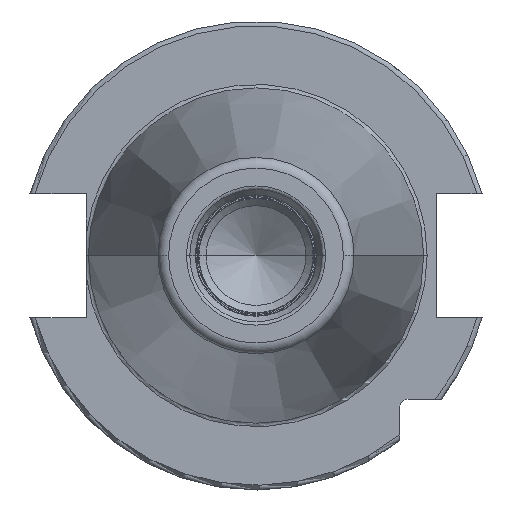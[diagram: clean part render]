
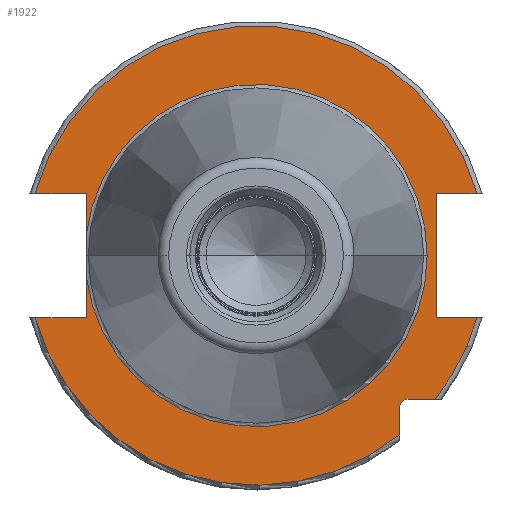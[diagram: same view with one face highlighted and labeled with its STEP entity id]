
A CAD part, left-side view. The second image highlights one B-rep face of the part: STEP entity #1922.
In plain terms, the highlighted planar face has unit normal (-1, 0, 0).
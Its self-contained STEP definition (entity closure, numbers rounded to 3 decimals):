
#117=CARTESIAN_POINT('',(3.2,0.,0.));
#118=DIRECTION('',(-1.,0.,0.));
#119=DIRECTION('',(0.,0.992,-0.124));
#120=AXIS2_PLACEMENT_3D('',#117,#118,#119);
#177=CARTESIAN_POINT('',(3.2,-31.6,-31.6));
#178=DIRECTION('',(1.,0.,0.));
#179=DIRECTION('',(0.,1.,0.));
#180=AXIS2_PLACEMENT_3D('',#177,#178,#179);
#182=DIRECTION('',(0.,-1.,0.));
#183=VECTOR('',#182,5.654);
#184=CARTESIAN_POINT('',(3.2,-31.6,-29.85));
#185=LINE('',#184,#183);
#186=DIRECTION('',(0.,0.,1.));
#187=VECTOR('',#186,5.654);
#188=CARTESIAN_POINT('',(3.2,-29.85,-37.254));
#189=LINE('',#188,#187);
#190=CARTESIAN_POINT('',(3.2,0.,0.));
#191=DIRECTION('',(-1.,0.,0.));
#192=DIRECTION('',(0.,0.963,-0.27));
#193=AXIS2_PLACEMENT_3D('',#190,#191,#192);
#195=DIRECTION('',(0.,-1.,0.));
#196=VECTOR('',#195,10.661);
#197=CARTESIAN_POINT('',(3.2,45.961,-12.9));
#198=LINE('',#197,#196);
#199=DIRECTION('',(0.,0.,-1.));
#200=VECTOR('',#199,8.485);
#201=CARTESIAN_POINT('',(3.2,35.3,-4.415));
#202=LINE('',#201,#200);
#203=DIRECTION('',(0.,0.,-1.));
#204=VECTOR('',#203,8.485);
#205=CARTESIAN_POINT('',(3.2,35.3,12.9));
#206=LINE('',#205,#204);
#207=DIRECTION('',(0.,-1.,0.));
#208=VECTOR('',#207,10.661);
#209=CARTESIAN_POINT('',(3.2,45.961,12.9));
#210=LINE('',#209,#208);
#211=CARTESIAN_POINT('',(3.2,0.,0.));
#212=DIRECTION('',(1.,0.,0.));
#213=DIRECTION('',(0.,0.963,0.27));
#214=AXIS2_PLACEMENT_3D('',#211,#212,#213);
#216=DIRECTION('',(0.,1.,0.));
#217=VECTOR('',#216,8.461);
#218=CARTESIAN_POINT('',(3.2,-45.961,12.9));
#219=LINE('',#218,#217);
#220=DIRECTION('',(0.,0.,1.));
#221=VECTOR('',#220,25.8);
#222=CARTESIAN_POINT('',(3.2,-37.5,-12.9));
#223=LINE('',#222,#221);
#224=DIRECTION('',(0.,1.,0.));
#225=VECTOR('',#224,8.461);
#226=CARTESIAN_POINT('',(3.2,-45.961,-12.9));
#227=LINE('',#226,#225);
#228=CARTESIAN_POINT('',(3.2,0.,0.));
#229=DIRECTION('',(-1.,0.,0.));
#230=DIRECTION('',(0.,-0.78,-0.625));
#231=AXIS2_PLACEMENT_3D('',#228,#229,#230);
#279=CARTESIAN_POINT('',(3.2,-37.254,-29.85));
#891=CARTESIAN_POINT('',(3.2,0.,0.));
#892=DIRECTION('',(1.,0.,0.));
#893=DIRECTION('',(0.,0.992,0.124));
#894=AXIS2_PLACEMENT_3D('',#891,#892,#893);
#1352=CARTESIAN_POINT('',(3.2,-35.575,0.));
#1354=VERTEX_POINT('',#1352);
#1486=CARTESIAN_POINT('',(3.2,45.961,12.9));
#1487=CARTESIAN_POINT('',(3.2,35.3,12.9));
#1488=VERTEX_POINT('',#1486);
#1489=VERTEX_POINT('',#1487);
#1490=CARTESIAN_POINT('',(3.2,35.3,4.415));
#1491=VERTEX_POINT('',#1490);
#1492=CARTESIAN_POINT('',(3.2,35.3,-4.415));
#1493=CARTESIAN_POINT('',(3.2,35.3,-12.9));
#1494=VERTEX_POINT('',#1492);
#1495=VERTEX_POINT('',#1493);
#1496=CARTESIAN_POINT('',(3.2,45.961,-12.9));
#1497=VERTEX_POINT('',#1496);
#1498=CARTESIAN_POINT('',(3.2,-45.961,-12.9));
#1499=CARTESIAN_POINT('',(3.2,-37.5,-12.9));
#1500=VERTEX_POINT('',#1498);
#1501=VERTEX_POINT('',#1499);
#1502=CARTESIAN_POINT('',(3.2,-37.5,12.9));
#1503=VERTEX_POINT('',#1502);
#1504=CARTESIAN_POINT('',(3.2,-45.961,12.9));
#1505=VERTEX_POINT('',#1504);
#1537=CARTESIAN_POINT('',(3.2,-29.85,-37.254));
#1538=VERTEX_POINT('',#1537);
#1543=CARTESIAN_POINT('',(3.2,-29.85,-31.6));
#1544=CARTESIAN_POINT('',(3.2,-31.6,-29.85));
#1545=VERTEX_POINT('',#1543);
#1546=VERTEX_POINT('',#1544);
#1565=VERTEX_POINT('',#279);
#1890=CARTESIAN_POINT('',(3.2,0.,0.));
#1891=DIRECTION('',(1.,0.,0.));
#1892=DIRECTION('',(0.,-1.,0.));
#1893=AXIS2_PLACEMENT_3D('',#1890,#1891,#1892);
#1894=PLANE('',#1893);
#1896=ORIENTED_EDGE('',*,*,#1895,.F.);
#1897=ORIENTED_EDGE('',*,*,#1883,.F.);
#1898=ORIENTED_EDGE('',*,*,#1871,.F.);
#1900=ORIENTED_EDGE('',*,*,#1899,.F.);
#1902=ORIENTED_EDGE('',*,*,#1901,.T.);
#1903=ORIENTED_EDGE('',*,*,#1797,.F.);
#1904=ORIENTED_EDGE('',*,*,#1778,.T.);
#1906=ORIENTED_EDGE('',*,*,#1905,.F.);
#1907=ORIENTED_EDGE('',*,*,#1792,.F.);
#1909=ORIENTED_EDGE('',*,*,#1908,.F.);
#1911=ORIENTED_EDGE('',*,*,#1910,.T.);
#1913=ORIENTED_EDGE('',*,*,#1912,.T.);
#1915=ORIENTED_EDGE('',*,*,#1914,.F.);
#1917=ORIENTED_EDGE('',*,*,#1916,.F.);
#1919=ORIENTED_EDGE('',*,*,#1918,.F.);
#1920=EDGE_LOOP('',(#1896,#1897,#1898,#1900,#1902,#1903,#1904,#1906,#1907,#1909,
#1911,#1913,#1915,#1917,#1919));
#1921=FACE_OUTER_BOUND('',#1920,.F.);
#1922=ADVANCED_FACE('',(#1921),#1894,.F.);
#121=CIRCLE('',#120,35.575);
#181=CIRCLE('',#180,1.75);
#194=CIRCLE('',#193,47.738);
#215=CIRCLE('',#214,47.738);
#232=CIRCLE('',#231,47.738);
#895=CIRCLE('',#894,35.575);
#1778=EDGE_CURVE('',#1494,#1354,#121,.T.);
#1792=EDGE_CURVE('',#1489,#1491,#206,.T.);
#1797=EDGE_CURVE('',#1494,#1495,#202,.T.);
#1871=EDGE_CURVE('',#1538,#1545,#189,.T.);
#1883=EDGE_CURVE('',#1545,#1546,#181,.T.);
#1895=EDGE_CURVE('',#1546,#1565,#185,.T.);
#1899=EDGE_CURVE('',#1497,#1538,#194,.T.);
#1901=EDGE_CURVE('',#1497,#1495,#198,.T.);
#1905=EDGE_CURVE('',#1491,#1354,#895,.T.);
#1908=EDGE_CURVE('',#1488,#1489,#210,.T.);
#1910=EDGE_CURVE('',#1488,#1505,#215,.T.);
#1912=EDGE_CURVE('',#1505,#1503,#219,.T.);
#1914=EDGE_CURVE('',#1501,#1503,#223,.T.);
#1916=EDGE_CURVE('',#1500,#1501,#227,.T.);
#1918=EDGE_CURVE('',#1565,#1500,#232,.T.);
